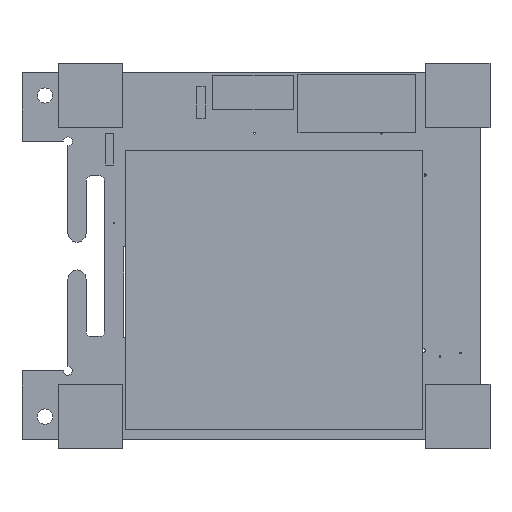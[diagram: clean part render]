
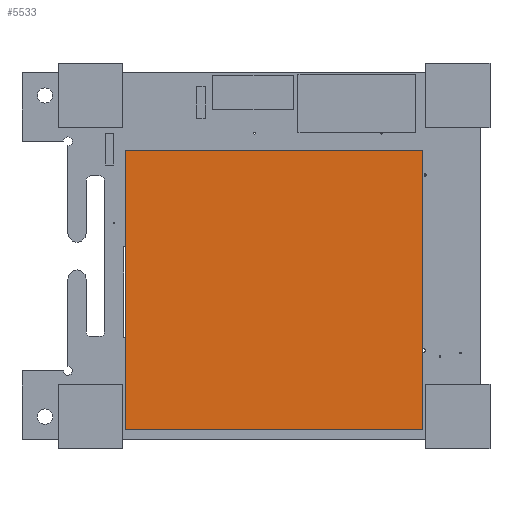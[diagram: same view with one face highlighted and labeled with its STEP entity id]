
A CAD part, top view. The second image highlights one B-rep face of the part: STEP entity #5533.
In plain terms, the highlighted planar face has unit normal (0, 0, 1).
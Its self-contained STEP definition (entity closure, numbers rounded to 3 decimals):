
#446=PLANE('',#6063);
#719=FACE_OUTER_BOUND('',#1048,.T.);
#1048=EDGE_LOOP('',(#5061,#5062,#5063,#5064));
#1661=LINE('',#8984,#2312);
#1664=LINE('',#8990,#2315);
#1667=LINE('',#8996,#2318);
#1670=LINE('',#9000,#2321);
#2312=VECTOR('',#7393,10.);
#2315=VECTOR('',#7398,10.);
#2318=VECTOR('',#7403,10.);
#2321=VECTOR('',#7408,10.);
#2920=VERTEX_POINT('',#8981);
#2921=VERTEX_POINT('',#8983);
#2923=VERTEX_POINT('',#8989);
#2925=VERTEX_POINT('',#8995);
#3637=EDGE_CURVE('',#2921,#2920,#1661,.T.);
#3640=EDGE_CURVE('',#2923,#2921,#1664,.T.);
#3643=EDGE_CURVE('',#2925,#2923,#1667,.T.);
#3646=EDGE_CURVE('',#2920,#2925,#1670,.T.);
#5061=ORIENTED_EDGE('',*,*,#3646,.T.);
#5062=ORIENTED_EDGE('',*,*,#3643,.T.);
#5063=ORIENTED_EDGE('',*,*,#3640,.T.);
#5064=ORIENTED_EDGE('',*,*,#3637,.T.);
#5533=ADVANCED_FACE('',(#719),#446,.T.);
#6063=AXIS2_PLACEMENT_3D('',#9001,#7409,#7410);
#7393=DIRECTION('',(-1.,0.,0.));
#7398=DIRECTION('',(0.,1.,0.));
#7403=DIRECTION('',(1.,0.,0.));
#7408=DIRECTION('',(0.,-1.,0.));
#7409=DIRECTION('center_axis',(0.,0.,1.));
#7410=DIRECTION('ref_axis',(1.,0.,0.));
#8981=CARTESIAN_POINT('',(-11.43,64.77,0.1));
#8983=CARTESIAN_POINT('',(49.53,64.77,0.1));
#8984=CARTESIAN_POINT('',(49.53,64.77,0.1));
#8989=CARTESIAN_POINT('',(49.53,0.,0.1));
#8990=CARTESIAN_POINT('',(49.53,0.,0.1));
#8995=CARTESIAN_POINT('',(-11.43,0.,0.1));
#8996=CARTESIAN_POINT('',(-11.43,0.,0.1));
#9000=CARTESIAN_POINT('',(-11.43,64.77,0.1));
#9001=CARTESIAN_POINT('Origin',(19.05,32.385,0.1));
